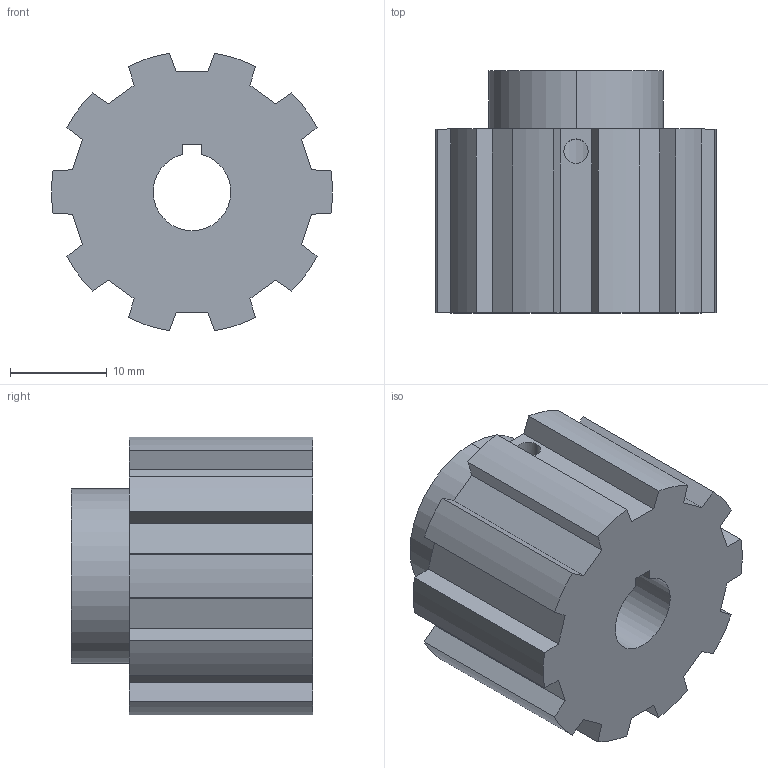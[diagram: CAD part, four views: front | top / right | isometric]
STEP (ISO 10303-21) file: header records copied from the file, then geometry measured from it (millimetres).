
FILE_DESCRIPTION (( 'STEP AP214' ), '1' );
FILE_NAME ('J3 Pulley Short.STEP', '2022-12-28T19:06:16', ( '' ), ( '' ), 'SwSTEP 2.0', 'SolidWorks 2021', '' );
FILE_SCHEMA (( 'AUTOMOTIVE_DESIGN' ));
Length unit declared in the file: millimetre
Products named in the file (1): J3 Pulley Short
Bounding box: 29.01 x 25 x 28.68 mm (x, y, z)
Volume: 11229.7 mm3; surface area: 4366.8 mm2
Topology: 1 solids, 1 shells, 54 faces, 156 edges, 104 vertices
Faces by surface type: plane 39, cylinder 15
Entity records: 1842 total; most frequent: CARTESIAN_POINT 331, ORIENTED_EDGE 312, DIRECTION 292, EDGE_CURVE 156, LINE 122, VECTOR 122, VERTEX_POINT 104, AXIS2_PLACEMENT_3D 85
